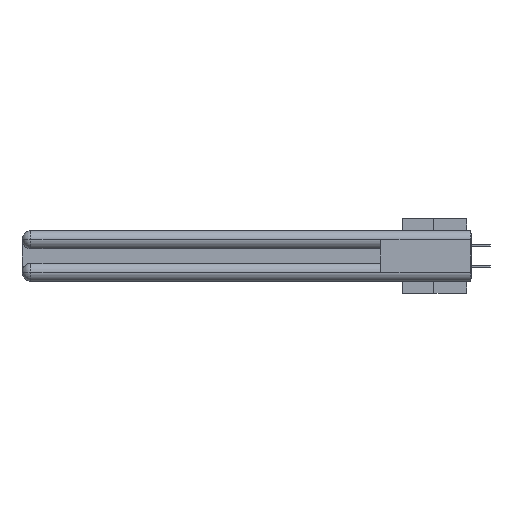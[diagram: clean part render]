
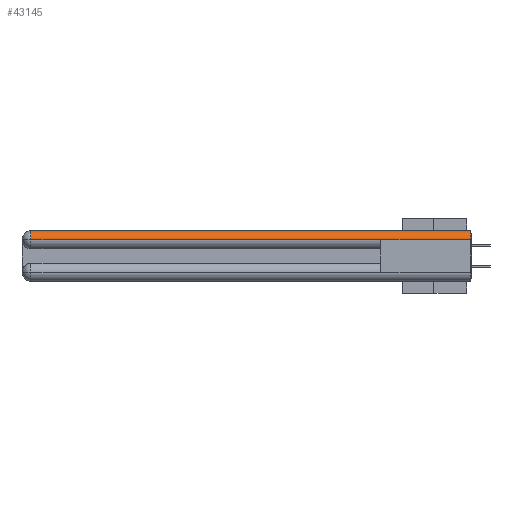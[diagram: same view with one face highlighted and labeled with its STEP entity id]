
A CAD part, left-side view. The second image highlights one B-rep face of the part: STEP entity #43145.
In plain terms, the highlighted cylindrical face has radius 1.562 mm (diameter 3.124 mm), a partial arc.
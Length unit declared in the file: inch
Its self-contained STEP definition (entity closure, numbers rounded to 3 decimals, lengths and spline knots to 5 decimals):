
#180 = DIRECTION ( 'NONE',  ( 0., -1., 0. ) ) ;
#2448 = VERTEX_POINT ( 'NONE', #31191 ) ;
#2590 = DIRECTION ( 'NONE',  ( 0., 1., 0. ) ) ;
#3460 = DIRECTION ( 'NONE',  ( 0., -1., 0. ) ) ;
#4256 = CARTESIAN_POINT ( 'NONE',  ( 0., 0.6, -0.0615 ) ) ;
#5101 = CARTESIAN_POINT ( 'NONE',  ( 0.0615, 0., 0. ) ) ;
#5792 = DIRECTION ( 'NONE',  ( 0., 0., 1. ) ) ;
#5924 = CYLINDRICAL_SURFACE ( 'NONE', #41296, 0.0615 ) ;
#6542 = DIRECTION ( 'NONE',  ( 0., 0., 1. ) ) ;
#7744 = ORIENTED_EDGE ( 'NONE', *, *, #36189, .F. ) ;
#8860 = CARTESIAN_POINT ( 'NONE',  ( 0., 3., -0.0615 ) ) ;
#9408 = DIRECTION ( 'NONE',  ( 0., 1., 0. ) ) ;
#10485 = EDGE_LOOP ( 'NONE', ( #34656, #33201, #10832, #7744, #22960 ) ) ;
#10832 = ORIENTED_EDGE ( 'NONE', *, *, #17823, .T. ) ;
#11400 = DIRECTION ( 'NONE',  ( 0., -1., 0. ) ) ;
#13404 = CARTESIAN_POINT ( 'NONE',  ( 0., 3., -0.0615 ) ) ;
#14922 = VECTOR ( 'NONE', #2590, 39.37008 ) ;
#16809 = FACE_OUTER_BOUND ( 'NONE', #10485, .T. ) ;
#17291 = AXIS2_PLACEMENT_3D ( 'NONE', #29689, #36681, #6542 ) ;
#17823 = EDGE_CURVE ( 'NONE', #32462, #36797, #31847, .T. ) ;
#20367 = CARTESIAN_POINT ( 'NONE',  ( 0.0615, 2.94, 0. ) ) ;
#20605 = LINE ( 'NONE', #8860, #14922 ) ;
#22011 = CIRCLE ( 'NONE', #17291, 0.0615 ) ;
#22843 = EDGE_CURVE ( 'NONE', #34181, #32462, #22011, .T. ) ;
#22893 = DIRECTION ( 'NONE',  ( 1., 0., 0. ) ) ;
#22960 = ORIENTED_EDGE ( 'NONE', *, *, #32050, .F. ) ;
#24671 = LINE ( 'NONE', #33468, #25739 ) ;
#25739 = VECTOR ( 'NONE', #3460, 39.37008 ) ;
#26453 = CIRCLE ( 'NONE', #30923, 0.0615 ) ;
#28467 = EDGE_CURVE ( 'NONE', #34181, #39588, #24671, .T. ) ;
#29689 = CARTESIAN_POINT ( 'NONE',  ( 0.0615, 2.94, -0.0615 ) ) ;
#30923 = AXIS2_PLACEMENT_3D ( 'NONE', #39715, #180, #22893 ) ;
#31191 = CARTESIAN_POINT ( 'NONE',  ( 0., 0., -0.0615 ) ) ;
#31847 = LINE ( 'NONE', #13404, #39199 ) ;
#32050 = EDGE_CURVE ( 'NONE', #39588, #2448, #26453, .T. ) ;
#32462 = VERTEX_POINT ( 'NONE', #34995 ) ;
#33201 = ORIENTED_EDGE ( 'NONE', *, *, #22843, .T. ) ;
#33468 = CARTESIAN_POINT ( 'NONE',  ( 0.0615, 0., 0. ) ) ;
#34181 = VERTEX_POINT ( 'NONE', #20367 ) ;
#34656 = ORIENTED_EDGE ( 'NONE', *, *, #28467, .F. ) ;
#34995 = CARTESIAN_POINT ( 'NONE',  ( 0., 2.94, -0.0615 ) ) ;
#36189 = EDGE_CURVE ( 'NONE', #2448, #36797, #20605, .T. ) ;
#36681 = DIRECTION ( 'NONE',  ( 0., -1., 0. ) ) ;
#36797 = VERTEX_POINT ( 'NONE', #4256 ) ;
#39199 = VECTOR ( 'NONE', #11400, 39.37008 ) ;
#39588 = VERTEX_POINT ( 'NONE', #5101 ) ;
#39715 = CARTESIAN_POINT ( 'NONE',  ( 0.0615, 0., -0.0615 ) ) ;
#41296 = AXIS2_PLACEMENT_3D ( 'NONE', #42515, #9408, #5792 ) ;
#42515 = CARTESIAN_POINT ( 'NONE',  ( 0.0615, 0., -0.0615 ) ) ;
#43145 = ADVANCED_FACE ( 'NONE', ( #16809 ), #5924, .T. ) ;
